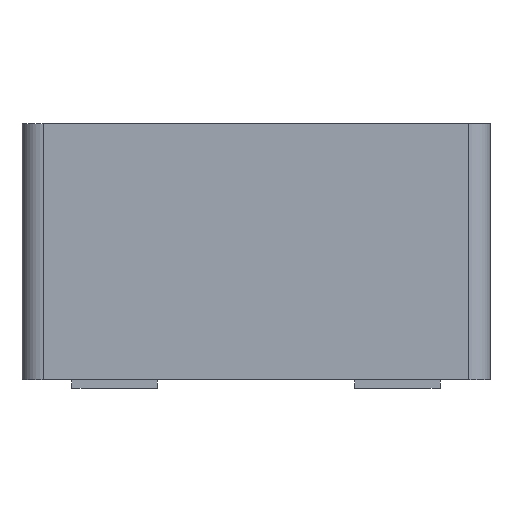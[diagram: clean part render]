
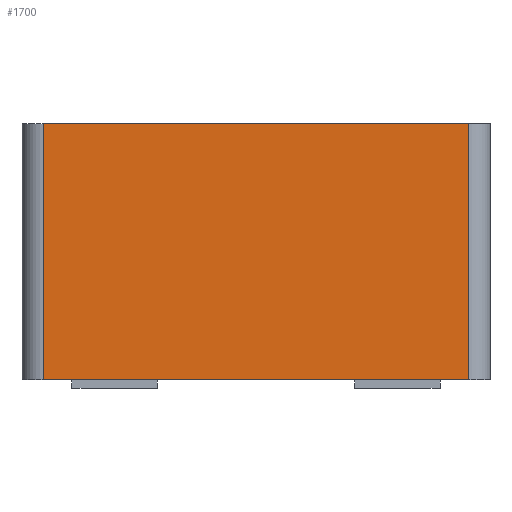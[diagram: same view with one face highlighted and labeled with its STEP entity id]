
A CAD part, front view. The second image highlights one B-rep face of the part: STEP entity #1700.
In plain terms, the highlighted planar face has unit normal (0, -1, 0).
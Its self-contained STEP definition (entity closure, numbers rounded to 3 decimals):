
#456 = VERTEX_POINT('',#457);
#457 = CARTESIAN_POINT('',(-2.49,-2.84,3.1));
#464 = EDGE_CURVE('',#456,#465,#467,.T.);
#465 = VERTEX_POINT('',#466);
#466 = CARTESIAN_POINT('',(2.49,-2.84,3.1));
#467 = LINE('',#468,#469);
#468 = CARTESIAN_POINT('',(0.,-2.84,3.1));
#469 = VECTOR('',#470,1.);
#470 = DIRECTION('',(1.,0.,0.));
#1700 = ADVANCED_FACE('',(#1701),#1726,.F.);
#1701 = FACE_BOUND('',#1702,.T.);
#1702 = EDGE_LOOP('',(#1703,#1711,#1712,#1720));
#1703 = ORIENTED_EDGE('',*,*,#1704,.F.);
#1704 = EDGE_CURVE('',#465,#1705,#1707,.T.);
#1705 = VERTEX_POINT('',#1706);
#1706 = CARTESIAN_POINT('',(2.49,-2.84,0.1));
#1707 = LINE('',#1708,#1709);
#1708 = CARTESIAN_POINT('',(2.49,-2.84,3.1));
#1709 = VECTOR('',#1710,1.);
#1710 = DIRECTION('',(-0.,0.,-1.));
#1711 = ORIENTED_EDGE('',*,*,#464,.F.);
#1712 = ORIENTED_EDGE('',*,*,#1713,.F.);
#1713 = EDGE_CURVE('',#1714,#456,#1716,.T.);
#1714 = VERTEX_POINT('',#1715);
#1715 = CARTESIAN_POINT('',(-2.49,-2.84,0.1));
#1716 = LINE('',#1717,#1718);
#1717 = CARTESIAN_POINT('',(-2.49,-2.84,3.1));
#1718 = VECTOR('',#1719,1.);
#1719 = DIRECTION('',(0.,0.,1.));
#1720 = ORIENTED_EDGE('',*,*,#1721,.F.);
#1721 = EDGE_CURVE('',#1705,#1714,#1722,.T.);
#1722 = LINE('',#1723,#1724);
#1723 = CARTESIAN_POINT('',(-2.74,-2.84,0.1));
#1724 = VECTOR('',#1725,1.);
#1725 = DIRECTION('',(-1.,-0.,0.));
#1726 = PLANE('',#1727);
#1727 = AXIS2_PLACEMENT_3D('',#1728,#1729,#1730);
#1728 = CARTESIAN_POINT('',(-2.74,-2.84,3.1));
#1729 = DIRECTION('',(0.,1.,0.));
#1730 = DIRECTION('',(-1.,-0.,0.));
